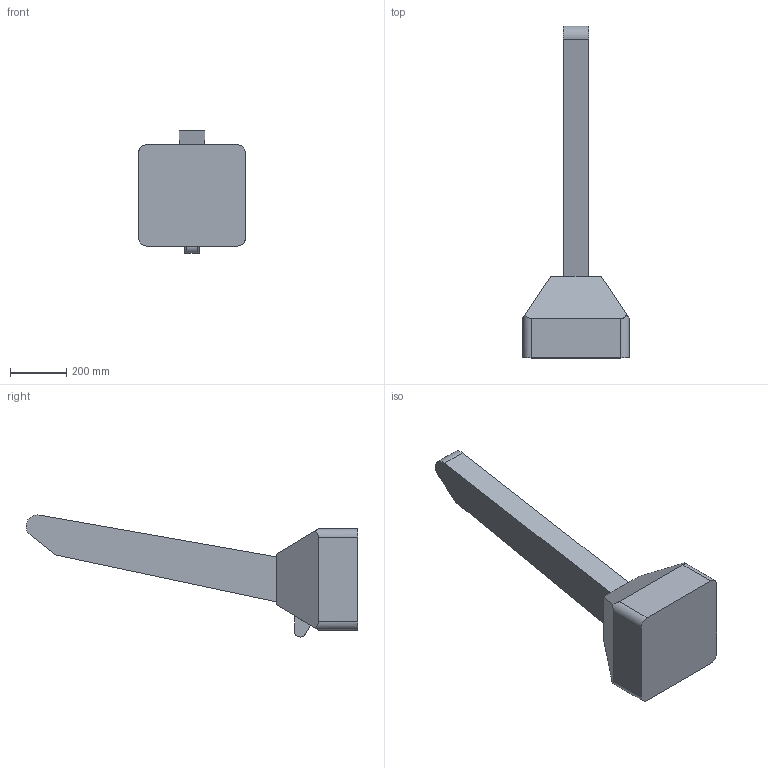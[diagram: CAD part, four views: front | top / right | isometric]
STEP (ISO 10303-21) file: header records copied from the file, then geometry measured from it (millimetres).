
FILE_DESCRIPTION (( 'STEP AP214' ), '1' );
FILE_NAME ('BaseGP.STEP', '2021-08-23T16:33:40', ( '' ), ( '' ), 'SwSTEP 2.0', 'SolidWorks 2018', '' );
FILE_SCHEMA (( 'AUTOMOTIVE_DESIGN' ));
Length unit declared in the file: millimetre
Products named in the file (1): BaseGP
Bounding box: 380 x 1179.9 x 434.26 mm (x, y, z)
Volume: 42095344.4 mm3; surface area: 981579.9 mm2
Topology: 1 solids, 1 shells, 35 faces, 93 edges, 62 vertices
Faces by surface type: plane 28, cylinder 7
Entity records: 1119 total; most frequent: CARTESIAN_POINT 215, ORIENTED_EDGE 186, DIRECTION 171, EDGE_CURVE 93, VECTOR 71, LINE 71, VERTEX_POINT 62, AXIS2_PLACEMENT_3D 50
